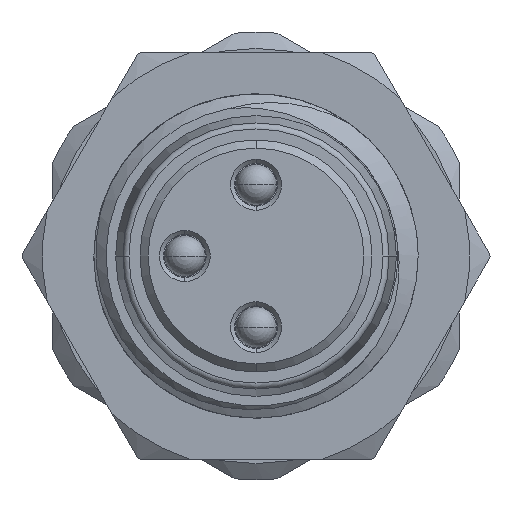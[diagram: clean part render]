
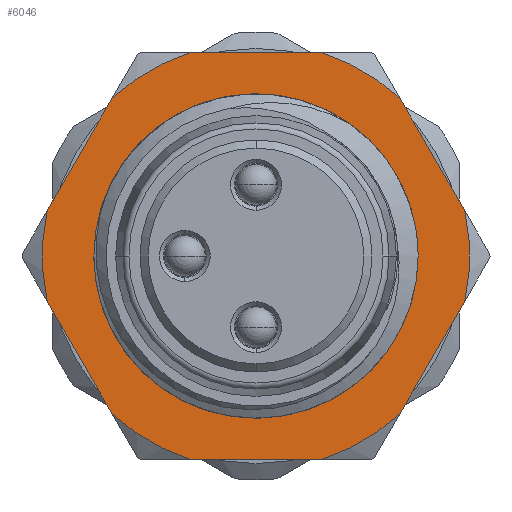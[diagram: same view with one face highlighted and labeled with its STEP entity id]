
A CAD part, left-side view. The second image highlights one B-rep face of the part: STEP entity #6046.
In plain terms, the highlighted planar face has unit normal (-1, 0, 0).
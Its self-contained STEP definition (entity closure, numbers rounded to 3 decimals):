
#2131=CARTESIAN_POINT('',(6.5,5.13,-1.114));
#2179=CARTESIAN_POINT('',(6.5,5.13,1.114));
#2259=CARTESIAN_POINT('',(6.5,-5.13,1.114));
#2307=CARTESIAN_POINT('',(6.5,-5.13,-1.114));
#2373=CARTESIAN_POINT('',(6.5,0.,0.));
#2374=DIRECTION('',(-1.,0.,0.));
#2375=DIRECTION('',(0.,0.977,0.212));
#2376=AXIS2_PLACEMENT_3D('',#2373,#2374,#2375);
#2388=CARTESIAN_POINT('',(6.5,0.,0.));
#2389=DIRECTION('',(-1.,0.,0.));
#2390=DIRECTION('',(0.,-0.977,-0.212));
#2391=AXIS2_PLACEMENT_3D('',#2388,#2389,#2390);
#2393=CARTESIAN_POINT('',(6.5,0.,0.));
#2394=DIRECTION('',(1.,0.,0.));
#2395=DIRECTION('',(0.,0.,1.));
#2396=AXIS2_PLACEMENT_3D('',#2393,#2394,#2395);
#2398=CARTESIAN_POINT('',(6.5,0.,0.));
#2399=DIRECTION('',(1.,0.,0.));
#2400=DIRECTION('',(0.,0.,-1.));
#2401=AXIS2_PLACEMENT_3D('',#2398,#2399,#2400);
#2403=DIRECTION('',(0.,-0.5,0.866));
#2404=VECTOR('',#2403,3.201);
#2405=CARTESIAN_POINT('',(6.5,5.13,1.114));
#2406=LINE('',#2405,#2404);
#2407=CARTESIAN_POINT('',(6.5,0.,0.));
#2408=DIRECTION('',(1.,0.,0.));
#2409=DIRECTION('',(0.,0.672,0.74));
#2410=AXIS2_PLACEMENT_3D('',#2407,#2408,#2409);
#2412=DIRECTION('',(0.,-1.,0.));
#2413=VECTOR('',#2412,3.201);
#2414=CARTESIAN_POINT('',(6.5,1.6,5.));
#2415=LINE('',#2414,#2413);
#2416=CARTESIAN_POINT('',(6.5,0.,0.));
#2417=DIRECTION('',(1.,0.,0.));
#2418=DIRECTION('',(0.,-0.305,0.952));
#2419=AXIS2_PLACEMENT_3D('',#2416,#2417,#2418);
#2421=DIRECTION('',(0.,-0.5,-0.866));
#2422=VECTOR('',#2421,3.201);
#2423=CARTESIAN_POINT('',(6.5,-3.53,3.886));
#2424=LINE('',#2423,#2422);
#2425=DIRECTION('',(0.,0.5,-0.866));
#2426=VECTOR('',#2425,3.201);
#2427=CARTESIAN_POINT('',(6.5,-5.13,-1.114));
#2428=LINE('',#2427,#2426);
#2429=CARTESIAN_POINT('',(6.5,0.,0.));
#2430=DIRECTION('',(1.,0.,0.));
#2431=DIRECTION('',(0.,-0.672,-0.74));
#2432=AXIS2_PLACEMENT_3D('',#2429,#2430,#2431);
#2434=DIRECTION('',(0.,1.,0.));
#2435=VECTOR('',#2434,3.201);
#2436=CARTESIAN_POINT('',(6.5,-1.6,-5.));
#2437=LINE('',#2436,#2435);
#2438=CARTESIAN_POINT('',(6.5,0.,0.));
#2439=DIRECTION('',(1.,0.,0.));
#2440=DIRECTION('',(0.,0.305,-0.952));
#2441=AXIS2_PLACEMENT_3D('',#2438,#2439,#2440);
#2443=DIRECTION('',(0.,0.5,0.866));
#2444=VECTOR('',#2443,3.201);
#2445=CARTESIAN_POINT('',(6.5,3.53,-3.886));
#2446=LINE('',#2445,#2444);
#2989=CARTESIAN_POINT('',(6.5,0.,3.55));
#2990=CARTESIAN_POINT('',(6.5,0.,-3.55));
#2991=VERTEX_POINT('',#2989);
#2992=VERTEX_POINT('',#2990);
#3148=CARTESIAN_POINT('',(6.5,3.53,3.886));
#3149=CARTESIAN_POINT('',(6.5,1.6,5.));
#3150=VERTEX_POINT('',#3148);
#3151=VERTEX_POINT('',#3149);
#3152=CARTESIAN_POINT('',(6.5,-1.6,5.));
#3153=CARTESIAN_POINT('',(6.5,-3.53,3.886));
#3154=VERTEX_POINT('',#3152);
#3155=VERTEX_POINT('',#3153);
#3156=CARTESIAN_POINT('',(6.5,-3.53,-3.886));
#3157=CARTESIAN_POINT('',(6.5,-1.6,-5.));
#3158=VERTEX_POINT('',#3156);
#3159=VERTEX_POINT('',#3157);
#3160=CARTESIAN_POINT('',(6.5,1.6,-5.));
#3161=CARTESIAN_POINT('',(6.5,3.53,-3.886));
#3162=VERTEX_POINT('',#3160);
#3163=VERTEX_POINT('',#3161);
#3184=VERTEX_POINT('',#2179);
#3198=VERTEX_POINT('',#2259);
#3204=VERTEX_POINT('',#2307);
#3218=VERTEX_POINT('',#2131);
#6021=CARTESIAN_POINT('',(6.5,0.,0.));
#6022=DIRECTION('',(1.,0.,0.));
#6023=DIRECTION('',(0.,0.,-1.));
#6024=AXIS2_PLACEMENT_3D('',#6021,#6022,#6023);
#6025=PLANE('',#6024);
#6026=ORIENTED_EDGE('',*,*,#5974,.F.);
#6027=ORIENTED_EDGE('',*,*,#5786,.T.);
#6028=ORIENTED_EDGE('',*,*,#5987,.T.);
#6029=ORIENTED_EDGE('',*,*,#5820,.T.);
#6030=ORIENTED_EDGE('',*,*,#6000,.T.);
#6031=ORIENTED_EDGE('',*,*,#5854,.T.);
#6032=ORIENTED_EDGE('',*,*,#6015,.F.);
#6033=ORIENTED_EDGE('',*,*,#5888,.T.);
#6034=ORIENTED_EDGE('',*,*,#5961,.T.);
#6035=ORIENTED_EDGE('',*,*,#5922,.T.);
#6036=ORIENTED_EDGE('',*,*,#5948,.T.);
#6037=ORIENTED_EDGE('',*,*,#5751,.T.);
#6038=EDGE_LOOP('',(#6026,#6027,#6028,#6029,#6030,#6031,#6032,#6033,#6034,#6035,
#6036,#6037));
#6039=FACE_OUTER_BOUND('',#6038,.F.);
#6041=ORIENTED_EDGE('',*,*,#6040,.F.);
#6043=ORIENTED_EDGE('',*,*,#6042,.F.);
#6044=EDGE_LOOP('',(#6041,#6043));
#6045=FACE_BOUND('',#6044,.F.);
#2377=CIRCLE('',#2376,5.25);
#2392=CIRCLE('',#2391,5.25);
#2397=CIRCLE('',#2396,3.55);
#2402=CIRCLE('',#2401,3.55);
#2411=CIRCLE('',#2410,5.25);
#2420=CIRCLE('',#2419,5.25);
#2433=CIRCLE('',#2432,5.25);
#2442=CIRCLE('',#2441,5.25);
#5751=EDGE_CURVE('',#3163,#3218,#2446,.T.);
#5786=EDGE_CURVE('',#3184,#3150,#2406,.T.);
#5820=EDGE_CURVE('',#3151,#3154,#2415,.T.);
#5854=EDGE_CURVE('',#3155,#3198,#2424,.T.);
#5888=EDGE_CURVE('',#3204,#3158,#2428,.T.);
#5922=EDGE_CURVE('',#3159,#3162,#2437,.T.);
#5948=EDGE_CURVE('',#3162,#3163,#2442,.T.);
#5961=EDGE_CURVE('',#3158,#3159,#2433,.T.);
#5974=EDGE_CURVE('',#3184,#3218,#2377,.T.);
#5987=EDGE_CURVE('',#3150,#3151,#2411,.T.);
#6000=EDGE_CURVE('',#3154,#3155,#2420,.T.);
#6015=EDGE_CURVE('',#3204,#3198,#2392,.T.);
#6040=EDGE_CURVE('',#2991,#2992,#2397,.T.);
#6042=EDGE_CURVE('',#2992,#2991,#2402,.T.);
#6046=ADVANCED_FACE('',(#6039,#6045),#6025,.F.);
